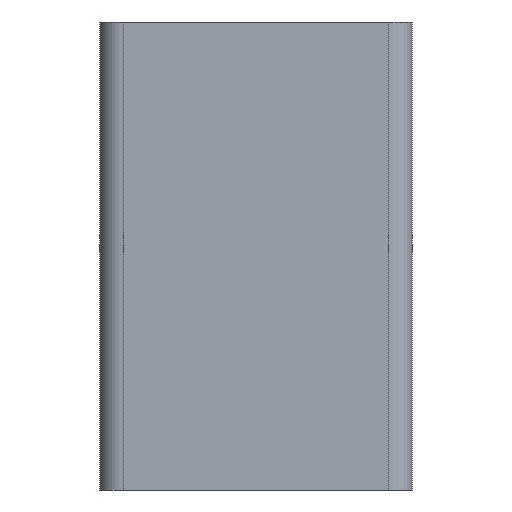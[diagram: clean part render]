
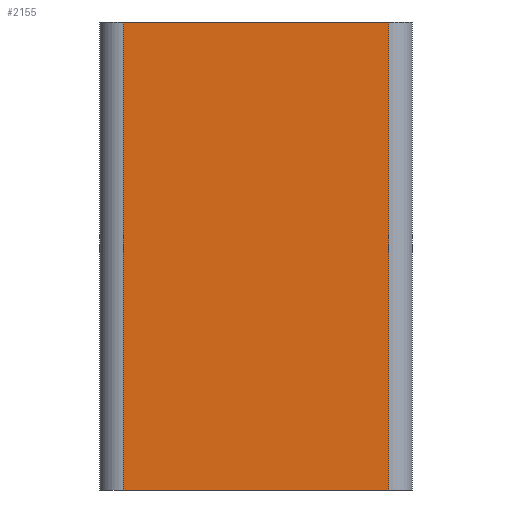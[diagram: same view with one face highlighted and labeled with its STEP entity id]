
A CAD part, left-side view. The second image highlights one B-rep face of the part: STEP entity #2155.
In plain terms, the highlighted planar face has unit normal (-1, 0, 0).
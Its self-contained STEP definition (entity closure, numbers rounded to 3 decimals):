
#2116=CARTESIAN_POINT('',(-10.0,-8.5,0.0));
#2117=DIRECTION('',(-1.0,0.0,0.0));
#2118=DIRECTION('',(0.0,0.0,1.0));
#2119=AXIS2_PLACEMENT_3D('',#2116,#2117,#2118);
#2120=PLANE('',#2119);
#2121=CARTESIAN_POINT('',(-10.0,-8.5,30.0));
#2122=VERTEX_POINT('',#2121);
#2123=CARTESIAN_POINT('',(-10.0,8.5,30.0));
#2124=VERTEX_POINT('',#2123);
#2125=CARTESIAN_POINT('',(-10.0,-8.5,30.0));
#2126=DIRECTION('',(0.0,1.0,0.0));
#2127=VECTOR('',#2126,17.);
#2128=LINE('',#2125,#2127);
#2129=EDGE_CURVE('',#2122,#2124,#2128,.T.);
#2130=ORIENTED_EDGE('',*,*,#2129,.T.);
#2131=CARTESIAN_POINT('',(-10.0,8.5,0.0));
#2132=VERTEX_POINT('',#2131);
#2133=CARTESIAN_POINT('',(-10.0,8.5,0.0));
#2134=DIRECTION('',(0.0,0.0,1.0));
#2135=VECTOR('',#2134,30.0);
#2136=LINE('',#2133,#2135);
#2137=EDGE_CURVE('',#2132,#2124,#2136,.T.);
#2138=ORIENTED_EDGE('',*,*,#2137,.F.);
#2139=CARTESIAN_POINT('',(-10.0,-8.5,0.0));
#2140=VERTEX_POINT('',#2139);
#2141=CARTESIAN_POINT('',(-10.0,-8.5,0.0));
#2142=DIRECTION('',(0.0,1.0,0.0));
#2143=VECTOR('',#2142,17.);
#2144=LINE('',#2141,#2143);
#2145=EDGE_CURVE('',#2140,#2132,#2144,.T.);
#2146=ORIENTED_EDGE('',*,*,#2145,.F.);
#2147=CARTESIAN_POINT('',(-10.0,-8.5,0.0));
#2148=DIRECTION('',(0.0,0.0,1.0));
#2149=VECTOR('',#2148,30.0);
#2150=LINE('',#2147,#2149);
#2151=EDGE_CURVE('',#2140,#2122,#2150,.T.);
#2152=ORIENTED_EDGE('',*,*,#2151,.T.);
#2153=EDGE_LOOP('',(#2130,#2138,#2146,#2152));
#2154=FACE_OUTER_BOUND('',#2153,.T.);
#2155=ADVANCED_FACE('',(#2154),#2120,.T.);
